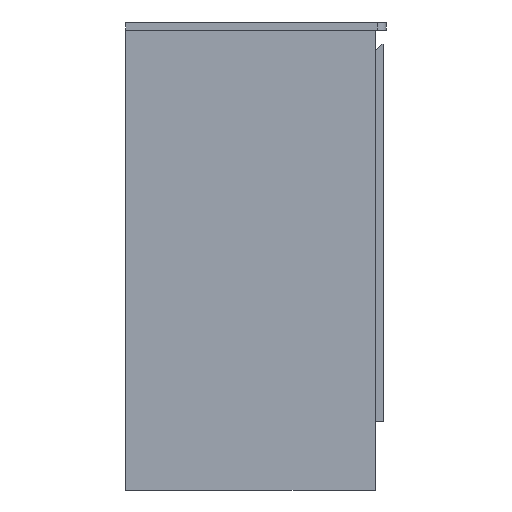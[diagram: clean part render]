
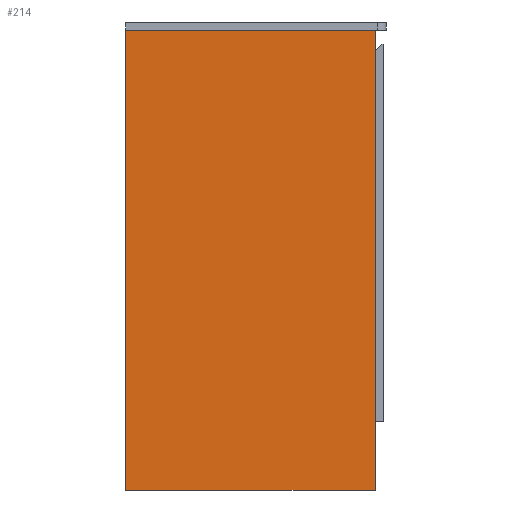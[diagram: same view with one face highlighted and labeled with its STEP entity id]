
A CAD part, left-side view. The second image highlights one B-rep face of the part: STEP entity #214.
In plain terms, the highlighted planar face has unit normal (-1, 0, 0).
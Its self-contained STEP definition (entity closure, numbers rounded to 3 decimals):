
#214=ADVANCED_FACE('',(#527),#4761,.T.);
#527=FACE_OUTER_BOUND('',#866,.T.);
#866=EDGE_LOOP('',(#1580,#1581,#1582,#1583));
#1580=ORIENTED_EDGE('',*,*,#2891,.F.);
#1581=ORIENTED_EDGE('',*,*,#2882,.F.);
#1582=ORIENTED_EDGE('',*,*,#2886,.F.);
#1583=ORIENTED_EDGE('',*,*,#2889,.F.);
#2882=EDGE_CURVE('',#4356,#4357,#3549,.T.);
#2886=EDGE_CURVE('',#4359,#4356,#3553,.T.);
#2889=EDGE_CURVE('',#4361,#4359,#3556,.T.);
#2891=EDGE_CURVE('',#4357,#4361,#3558,.T.);
#3549=B_SPLINE_CURVE_WITH_KNOTS('',1,(#6750,#6751),.UNSPECIFIED.,.F.,.F.,
(2,2),(-830.,0.),.UNSPECIFIED.);
#3553=B_SPLINE_CURVE_WITH_KNOTS('',1,(#6758,#6759),.UNSPECIFIED.,.F.,.F.,
(2,2),(-450.,0.),.UNSPECIFIED.);
#3556=B_SPLINE_CURVE_WITH_KNOTS('',1,(#6764,#6765),.UNSPECIFIED.,.F.,.F.,
(2,2),(-830.,0.),.UNSPECIFIED.);
#3558=B_SPLINE_CURVE_WITH_KNOTS('',1,(#6768,#6769),.UNSPECIFIED.,.F.,.F.,
(2,2),(-450.,0.),.UNSPECIFIED.);
#4356=VERTEX_POINT('',#6602);
#4357=VERTEX_POINT('',#6603);
#4359=VERTEX_POINT('',#6605);
#4361=VERTEX_POINT('',#6607);
#4761=PLANE('',#5151);
#5151=AXIS2_PLACEMENT_3D('',#6581,#5430,$);
#5430=DIRECTION('',(-1.,0.,0.));
#6581=CARTESIAN_POINT('',(-437.5,-405.007,-0.01));
#6602=CARTESIAN_POINT('',(-437.5,45.003,0.));
#6603=CARTESIAN_POINT('',(-437.5,45.003,830.));
#6605=CARTESIAN_POINT('',(-437.5,-404.997,0.));
#6607=CARTESIAN_POINT('',(-437.5,-404.997,830.));
#6750=CARTESIAN_POINT('',(-437.5,45.003,0.));
#6751=CARTESIAN_POINT('',(-437.5,45.003,830.));
#6758=CARTESIAN_POINT('',(-437.5,-404.997,0.));
#6759=CARTESIAN_POINT('',(-437.5,45.003,0.));
#6764=CARTESIAN_POINT('',(-437.5,-404.997,830.));
#6765=CARTESIAN_POINT('',(-437.5,-404.997,0.));
#6768=CARTESIAN_POINT('',(-437.5,45.003,830.));
#6769=CARTESIAN_POINT('',(-437.5,-404.997,830.));
